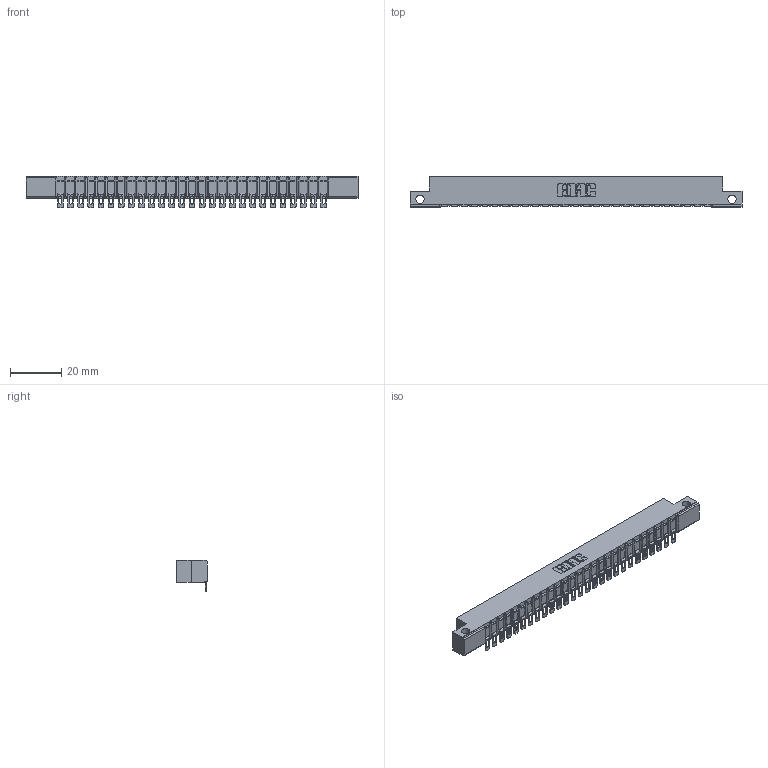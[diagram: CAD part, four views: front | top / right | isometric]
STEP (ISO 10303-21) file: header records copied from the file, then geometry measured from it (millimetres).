
FILE_DESCRIPTION (( 'STEP AP203' ), '1' );
FILE_NAME ('307-027-554-112.STEP', '2019-09-05T02:45:48', ( '' ), ( '' ), 'SwSTEP 2.0', 'SolidWorks 2016', '' );
FILE_SCHEMA (( 'CONFIG_CONTROL_DESIGN' ));
Length unit declared in the file: inch
Products named in the file (3): 307 Part_.128 Dia Side Mounting Holes; 307-027-554-112; 307-290-002_554
Assembly tree (28 placements, depth 2):
  307-027-554-112
    307 Part_.128 Dia Side Mounting Holes
    307-290-002_554  x27
Bounding box: 130 x 12.01 x 12.52 mm (x, y, z)
Volume: 8518.6 mm3; surface area: 15745.4 mm2
Topology: 28 solids, 28 shells, 2333 faces, 7154 edges, 4692 vertices
Faces by surface type: plane 1312, cylinder 965, sphere 56
Entity records: 25963 total; most frequent: CARTESIAN_POINT 4378, ORIENTED_EDGE 4368, DIRECTION 4266, EDGE_CURVE 2184, LINE 1658, VECTOR 1658, VERTEX_POINT 1416, AXIS2_PLACEMENT_3D 1304
